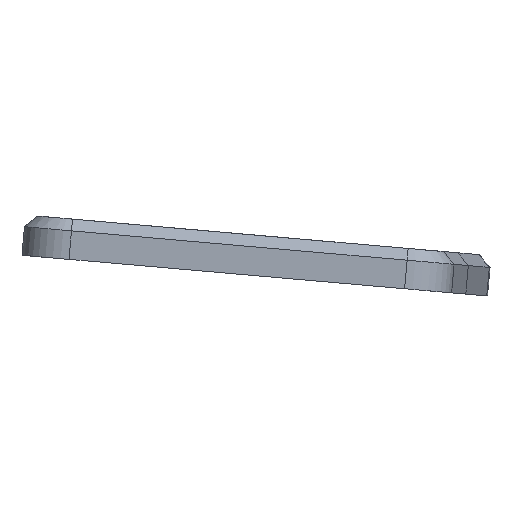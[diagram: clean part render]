
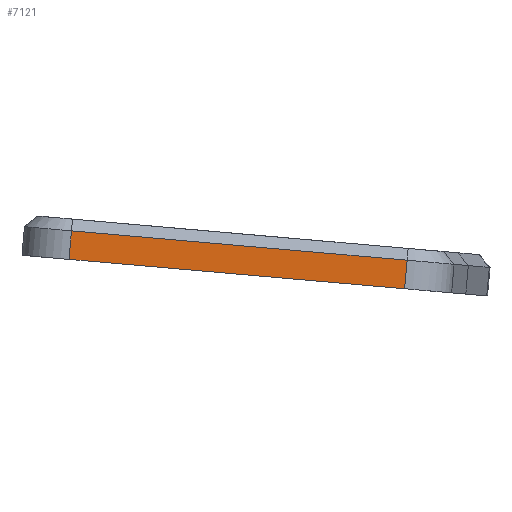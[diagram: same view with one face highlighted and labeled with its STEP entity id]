
A CAD part, left-side view. The second image highlights one B-rep face of the part: STEP entity #7121.
In plain terms, the highlighted planar face has unit normal (-1, 0, 0).
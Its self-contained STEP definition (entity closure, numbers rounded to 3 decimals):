
#212=LINE('',#10820,#886);
#230=LINE('',#10864,#904);
#704=LINE('',#12137,#1378);
#705=LINE('',#12139,#1379);
#886=VECTOR('',#8613,10.);
#904=VECTOR('',#8663,10.);
#1378=VECTOR('',#10023,10.);
#1379=VECTOR('',#10026,10.);
#1957=FACE_OUTER_BOUND('',#2377,.T.);
#2377=EDGE_LOOP('',(#6531,#6532,#6533,#6534));
#3064=VERTEX_POINT('',#10817);
#3065=VERTEX_POINT('',#10819);
#3074=VERTEX_POINT('',#10858);
#3075=VERTEX_POINT('',#10862);
#3809=EDGE_CURVE('',#3064,#3065,#212,.T.);
#3832=EDGE_CURVE('',#3074,#3075,#230,.T.);
#4467=EDGE_CURVE('',#3064,#3075,#704,.T.);
#4468=EDGE_CURVE('',#3065,#3074,#705,.T.);
#6531=ORIENTED_EDGE('',*,*,#3832,.F.);
#6532=ORIENTED_EDGE('',*,*,#4468,.F.);
#6533=ORIENTED_EDGE('',*,*,#3809,.F.);
#6534=ORIENTED_EDGE('',*,*,#4467,.T.);
#6745=PLANE('',#7874);
#7121=ADVANCED_FACE('',(#1957),#6745,.T.);
#7874=AXIS2_PLACEMENT_3D('',#12138,#10024,#10025);
#8613=DIRECTION('',(0.,0.996,0.087));
#8663=DIRECTION('',(0.,-0.996,-0.087));
#10023=DIRECTION('',(0.,-0.087,0.996));
#10024=DIRECTION('center_axis',(-1.,0.,0.));
#10025=DIRECTION('ref_axis',(0.,-0.996,-0.087));
#10026=DIRECTION('',(0.,-0.087,0.996));
#10817=CARTESIAN_POINT('',(-11.999,10.789,-9.476));
#10819=CARTESIAN_POINT('',(-11.999,110.433,-0.759));
#10820=CARTESIAN_POINT('',(-11.999,110.433,-0.759));
#10858=CARTESIAN_POINT('',(-11.999,109.692,7.709));
#10862=CARTESIAN_POINT('',(-11.999,10.048,-1.009));
#10864=CARTESIAN_POINT('',(-11.999,82.109,5.296));
#12137=CARTESIAN_POINT('',(-11.999,10.179,-2.503));
#12138=CARTESIAN_POINT('Origin',(-11.999,109.823,6.215));
#12139=CARTESIAN_POINT('',(-11.999,109.823,6.215));
